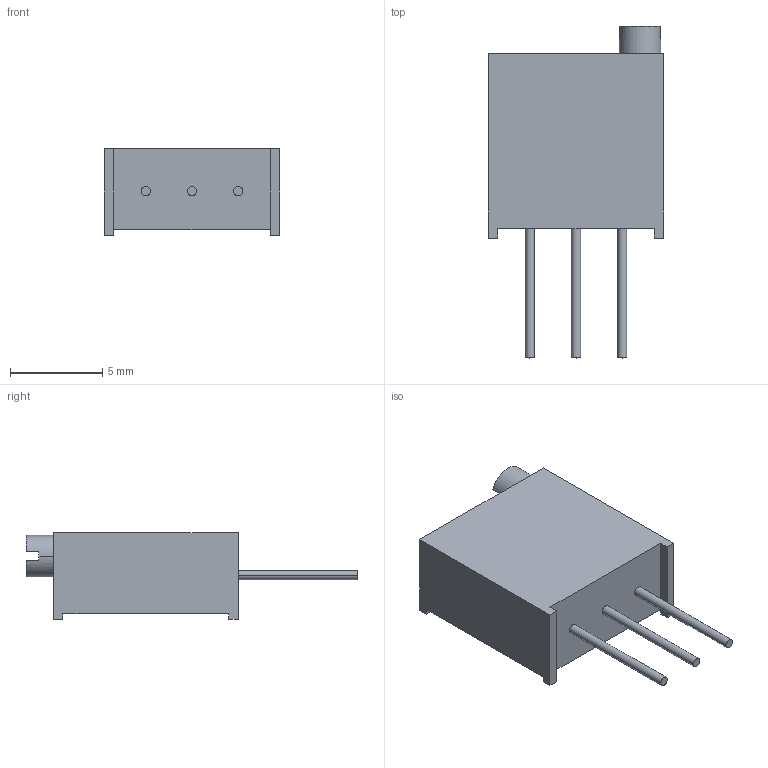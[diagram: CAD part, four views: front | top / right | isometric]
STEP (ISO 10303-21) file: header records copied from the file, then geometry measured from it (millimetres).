
FILE_DESCRIPTION((''),'2;1');
FILE_NAME('C-1-1623849-0','2010-06-17T',('workeradm'),('Tyco Electronics Ltd.'),'PRO/ENGINEER BY PARAMETRIC TECHNOLOGY CORPORATION, 2009300','PRO/ENGINEER BY PARAMETRIC TECHNOLOGY CORPORATION, 2009300','');
FILE_SCHEMA(('AUTOMOTIVE_DESIGN { 1 0 10303 214 1 1 1 1 }'));
Length unit declared in the file: millimetre
Products named in the file (1): C-1-1623849-0
Bounding box: 9.5 x 18 x 4.7 mm (x, y, z)
Volume: 408.9 mm3; surface area: 405.9 mm2
Topology: 1 solids, 1 shells, 36 faces, 88 edges, 58 vertices
Faces by surface type: plane 28, cylinder 8
Entity records: 1650 total; most frequent: CARTESIAN_POINT 184, DIRECTION 180, ORIENTED_EDGE 176, PRESENTATION_STYLE_ASSIGNMENT 89, STYLED_ITEM 89, CURVE_STYLE 88, EDGE_CURVE 88, VECTOR 68
